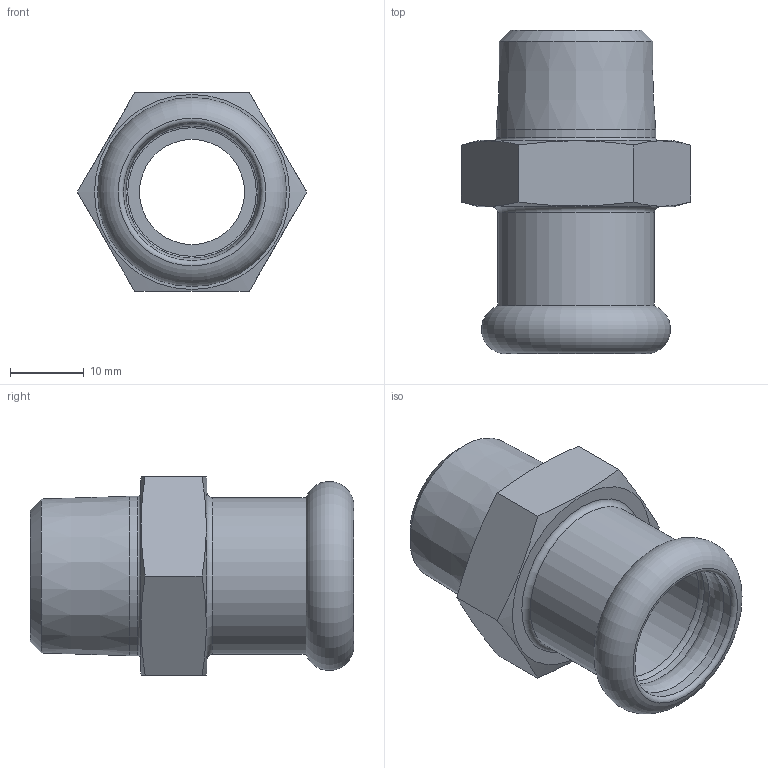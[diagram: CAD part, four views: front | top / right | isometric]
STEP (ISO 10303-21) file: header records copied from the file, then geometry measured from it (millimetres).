
FILE_DESCRIPTION(/* description */ ('MANICOTTO FILETTATO MASCHIO 1/2"X18'),/* implementation_level */ '2;1');
FILE_NAME(/* name */ '387102018_Steelpres.stp',/* time_stamp */ '2022-10-21T16:33:39+02:00',/* author */ ('Vault'),/* organization */ ('Raccorderie metalliche s.p.a. '),/* preprocessor_version */ 'ST-DEVELOPER v18.1',/* originating_system */ 'Autodesk Inventor 2020',/* authorisation */ 'Raccorderie metalliche s.p.a. ');
FILE_SCHEMA (('AUTOMOTIVE_DESIGN { 1 0 10303 214 3 1 1 }'));
Length unit declared in the file: millimetre
Products named in the file (1): 387102018_Steelpres
Bounding box: 31.18 x 44 x 27 mm (x, y, z)
Volume: 9647.7 mm3; surface area: 6343.4 mm2
Topology: 1 solids, 1 shells, 28 faces, 78 edges, 54 vertices
Faces by surface type: plane 10, torus 7, cylinder 6, cone 5
Full cylindrical faces by diameter (mm): 14.3 x1, 18.3 x1, 18.7 x2, 21.3 x1, 21.68 x1
Entity records: 968 total; most frequent: CARTESIAN_POINT 189, DIRECTION 169, ORIENTED_EDGE 156, EDGE_CURVE 78, AXIS2_PLACEMENT_3D 76, VERTEX_POINT 54, CIRCLE 47, EDGE_LOOP 32
